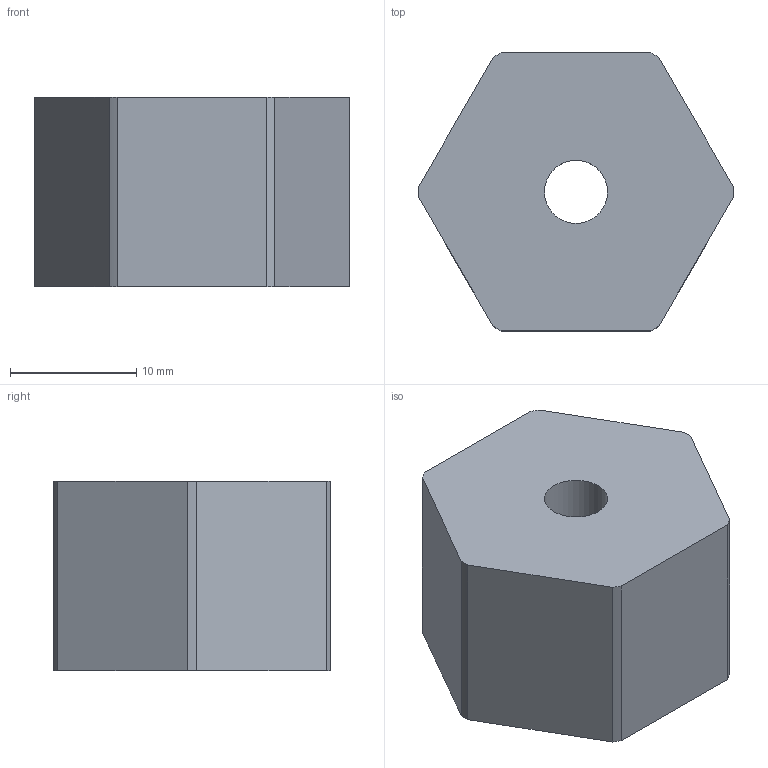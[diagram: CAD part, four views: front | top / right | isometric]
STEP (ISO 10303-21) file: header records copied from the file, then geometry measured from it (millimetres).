
FILE_DESCRIPTION((''),'2;1');
FILE_NAME('BOWDEN NUT.ipt.step','2013-11-27T00:12:38',(''),(''),'Autodesk Inventor 2013','Autodesk Inventor 2013','');
FILE_SCHEMA(('AUTOMOTIVE_DESIGN { 1 0 10303 214 1 1 1 1 }'));
Length unit declared in the file: millimetre
Products named in the file (1): BOWDEN NUT
Bounding box: 25 x 22 x 15 mm (x, y, z)
Volume: 4428.8 mm3; surface area: 2649.7 mm2
Topology: 1 solids, 1 shells, 19 faces, 48 edges, 32 vertices
Faces by surface type: plane 9, cylinder 7, bspline 2, cone 1
Full cylindrical faces by diameter (mm): 5 x1
Entity records: 1470 total; most frequent: CARTESIAN_POINT 983, DIRECTION 94, ORIENTED_EDGE 94, EDGE_CURVE 47, AXIS2_PLACEMENT_3D 35, VERTEX_POINT 32, VECTOR 24, LINE 24
